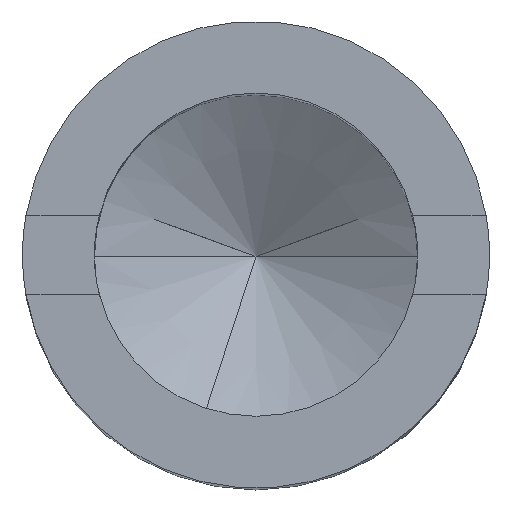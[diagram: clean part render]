
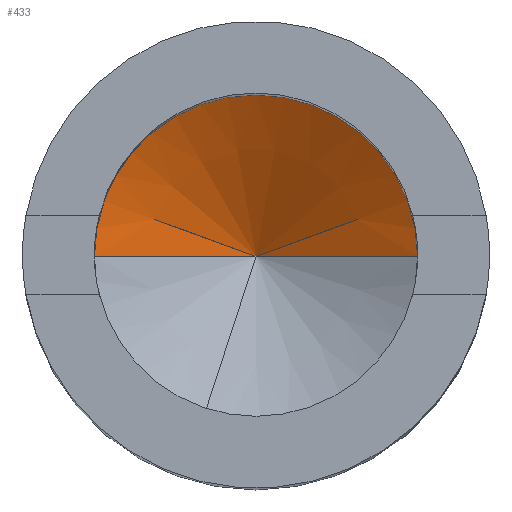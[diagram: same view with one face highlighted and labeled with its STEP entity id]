
A CAD part, top view. The second image highlights one B-rep face of the part: STEP entity #433.
In plain terms, the highlighted conical face has half-angle 60 degrees and reference radius 0.866 mm.
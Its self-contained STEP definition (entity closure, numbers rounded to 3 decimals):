
#367=CARTESIAN_POINT('',(2.25,2.1,0.));
#368=VERTEX_POINT('',#367);
#369=CARTESIAN_POINT('',(-2.25,2.1,0.));
#370=VERTEX_POINT('',#369);
#371=CARTESIAN_POINT('',(-0.,2.1,0.));
#372=DIRECTION('',(0.,-1.,0.));
#373=DIRECTION('',(1.,0.,0.));
#374=AXIS2_PLACEMENT_3D('',#371,#372,#373);
#375=CIRCLE('',#374,2.25);
#376=EDGE_CURVE('',#368,#370,#375,.T.);
#411=CARTESIAN_POINT('',(-0.,1.301,0.));
#412=DIRECTION('',(-0.,1.,0.));
#413=DIRECTION('',(-1.,-0.,0.));
#414=AXIS2_PLACEMENT_3D('',#411,#412,#413);
#415=CONICAL_SURFACE('',#414,0.866,60.);
#416=ORIENTED_EDGE('',*,*,#376,.F.);
#417=CARTESIAN_POINT('',(-0.,0.801,0.));
#418=VERTEX_POINT('',#417);
#419=CARTESIAN_POINT('',(-0.,0.801,0.));
#420=DIRECTION('',(0.866,0.5,0.));
#421=VECTOR('',#420,2.598);
#422=LINE('',#419,#421);
#423=EDGE_CURVE('',#418,#368,#422,.T.);
#424=ORIENTED_EDGE('',*,*,#423,.F.);
#425=CARTESIAN_POINT('',(-0.,0.801,0.));
#426=DIRECTION('',(-0.866,0.5,0.));
#427=VECTOR('',#426,2.598);
#428=LINE('',#425,#427);
#429=EDGE_CURVE('',#418,#370,#428,.T.);
#430=ORIENTED_EDGE('',*,*,#429,.T.);
#431=EDGE_LOOP('',(#416,#424,#430));
#432=FACE_BOUND('',#431,.T.);
#433=ADVANCED_FACE('',(#432),#415,.F.);
